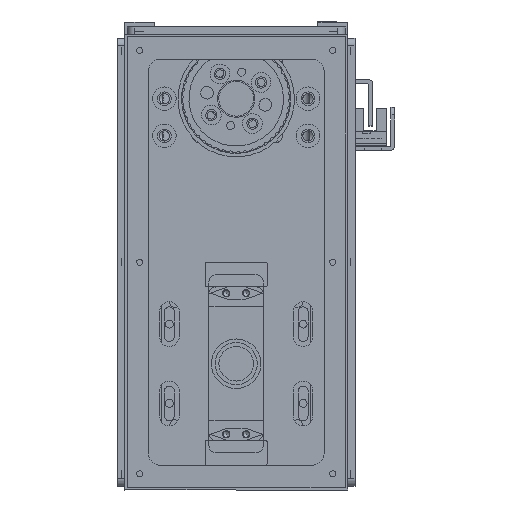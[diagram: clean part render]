
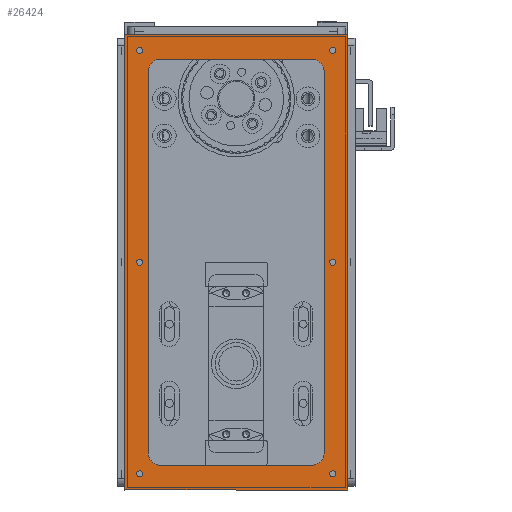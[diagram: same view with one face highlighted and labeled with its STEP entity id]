
A CAD part, left-side view. The second image highlights one B-rep face of the part: STEP entity #26424.
In plain terms, the highlighted face is planar.
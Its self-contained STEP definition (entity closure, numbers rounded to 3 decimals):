
#975=FACE_BOUND('',#5308,.T.);
#976=FACE_BOUND('',#5309,.T.);
#977=FACE_BOUND('',#5310,.T.);
#978=FACE_BOUND('',#5311,.T.);
#979=FACE_BOUND('',#5312,.T.);
#980=FACE_BOUND('',#5313,.T.);
#981=FACE_BOUND('',#5314,.T.);
#1567=PLANE('',#29334);
#3476=FACE_OUTER_BOUND('',#5307,.T.);
#5307=EDGE_LOOP('',(#23310,#23311,#23312,#23313));
#5308=EDGE_LOOP('',(#23314));
#5309=EDGE_LOOP('',(#23315));
#5310=EDGE_LOOP('',(#23316));
#5311=EDGE_LOOP('',(#23317));
#5312=EDGE_LOOP('',(#23318));
#5313=EDGE_LOOP('',(#23319));
#5314=EDGE_LOOP('',(#23320,#23321,#23322,#23323,#23324,#23325,#23326,#23327));
#7328=LINE('',#44666,#9401);
#7334=LINE('',#44681,#9407);
#7338=LINE('',#44693,#9411);
#7341=LINE('',#44702,#9414);
#7418=LINE('',#44971,#9491);
#7422=LINE('',#44979,#9495);
#7425=LINE('',#44985,#9498);
#7428=LINE('',#44990,#9501);
#9401=VECTOR('',#35893,10.);
#9407=VECTOR('',#35907,10.);
#9411=VECTOR('',#35919,10.);
#9414=VECTOR('',#35930,10.);
#9491=VECTOR('',#36211,10.);
#9495=VECTOR('',#36217,10.);
#9498=VECTOR('',#36222,10.);
#9501=VECTOR('',#36227,10.);
#10895=CIRCLE('',#29213,5.);
#10897=CIRCLE('',#29217,5.);
#10899=CIRCLE('',#29221,5.);
#10901=CIRCLE('',#29225,5.);
#10915=CIRCLE('',#29247,1.23);
#10917=CIRCLE('',#29250,1.23);
#10919=CIRCLE('',#29253,1.23);
#10921=CIRCLE('',#29256,1.23);
#10923=CIRCLE('',#29259,1.23);
#10925=CIRCLE('',#29262,1.23);
#13257=VERTEX_POINT('',#44656);
#13258=VERTEX_POINT('',#44657);
#13261=VERTEX_POINT('',#44665);
#13263=VERTEX_POINT('',#44671);
#13264=VERTEX_POINT('',#44672);
#13267=VERTEX_POINT('',#44683);
#13268=VERTEX_POINT('',#44684);
#13271=VERTEX_POINT('',#44695);
#13285=VERTEX_POINT('',#44740);
#13287=VERTEX_POINT('',#44746);
#13289=VERTEX_POINT('',#44752);
#13291=VERTEX_POINT('',#44758);
#13293=VERTEX_POINT('',#44764);
#13295=VERTEX_POINT('',#44770);
#13361=VERTEX_POINT('',#44969);
#13362=VERTEX_POINT('',#44970);
#13365=VERTEX_POINT('',#44978);
#13367=VERTEX_POINT('',#44984);
#16626=EDGE_CURVE('',#13257,#13258,#10895,.T.);
#16630=EDGE_CURVE('',#13261,#13258,#7328,.T.);
#16633=EDGE_CURVE('',#13263,#13264,#10897,.T.);
#16638=EDGE_CURVE('',#13257,#13264,#7334,.T.);
#16639=EDGE_CURVE('',#13267,#13268,#10899,.T.);
#16644=EDGE_CURVE('',#13263,#13268,#7338,.T.);
#16645=EDGE_CURVE('',#13261,#13271,#10901,.T.);
#16649=EDGE_CURVE('',#13267,#13271,#7341,.T.);
#16668=EDGE_CURVE('',#13285,#13285,#10915,.T.);
#16671=EDGE_CURVE('',#13287,#13287,#10917,.T.);
#16674=EDGE_CURVE('',#13289,#13289,#10919,.T.);
#16677=EDGE_CURVE('',#13291,#13291,#10921,.T.);
#16680=EDGE_CURVE('',#13293,#13293,#10923,.T.);
#16683=EDGE_CURVE('',#13295,#13295,#10925,.T.);
#16782=EDGE_CURVE('',#13361,#13362,#7418,.T.);
#16786=EDGE_CURVE('',#13365,#13361,#7422,.T.);
#16789=EDGE_CURVE('',#13367,#13365,#7425,.T.);
#16792=EDGE_CURVE('',#13362,#13367,#7428,.T.);
#23310=ORIENTED_EDGE('',*,*,#16792,.F.);
#23311=ORIENTED_EDGE('',*,*,#16782,.F.);
#23312=ORIENTED_EDGE('',*,*,#16786,.F.);
#23313=ORIENTED_EDGE('',*,*,#16789,.F.);
#23314=ORIENTED_EDGE('',*,*,#16668,.T.);
#23315=ORIENTED_EDGE('',*,*,#16671,.T.);
#23316=ORIENTED_EDGE('',*,*,#16674,.T.);
#23317=ORIENTED_EDGE('',*,*,#16677,.T.);
#23318=ORIENTED_EDGE('',*,*,#16680,.T.);
#23319=ORIENTED_EDGE('',*,*,#16683,.T.);
#23320=ORIENTED_EDGE('',*,*,#16630,.T.);
#23321=ORIENTED_EDGE('',*,*,#16626,.F.);
#23322=ORIENTED_EDGE('',*,*,#16638,.T.);
#23323=ORIENTED_EDGE('',*,*,#16633,.F.);
#23324=ORIENTED_EDGE('',*,*,#16644,.T.);
#23325=ORIENTED_EDGE('',*,*,#16639,.F.);
#23326=ORIENTED_EDGE('',*,*,#16649,.T.);
#23327=ORIENTED_EDGE('',*,*,#16645,.F.);
#26424=ADVANCED_FACE('',(#3476,#975,#976,#977,#978,#979,#980,#981),#1567,
 .T.);
#29213=AXIS2_PLACEMENT_3D('',#44658,#35885,#35886);
#29217=AXIS2_PLACEMENT_3D('',#44673,#35898,#35899);
#29221=AXIS2_PLACEMENT_3D('',#44685,#35910,#35911);
#29225=AXIS2_PLACEMENT_3D('',#44696,#35922,#35923);
#29247=AXIS2_PLACEMENT_3D('',#44741,#35975,#35976);
#29250=AXIS2_PLACEMENT_3D('',#44747,#35982,#35983);
#29253=AXIS2_PLACEMENT_3D('',#44753,#35989,#35990);
#29256=AXIS2_PLACEMENT_3D('',#44759,#35996,#35997);
#29259=AXIS2_PLACEMENT_3D('',#44765,#36003,#36004);
#29262=AXIS2_PLACEMENT_3D('',#44771,#36010,#36011);
#29334=AXIS2_PLACEMENT_3D('',#44993,#36231,#36232);
#35885=DIRECTION('center_axis',(0.,0.,1.));
#35886=DIRECTION('ref_axis',(0.707,0.707,0.));
#35893=DIRECTION('',(1.,0.,0.));
#35898=DIRECTION('center_axis',(0.,0.,1.));
#35899=DIRECTION('ref_axis',(0.707,-0.707,0.));
#35907=DIRECTION('',(0.,-1.,0.));
#35910=DIRECTION('center_axis',(0.,0.,1.));
#35911=DIRECTION('ref_axis',(-0.707,-0.707,0.));
#35919=DIRECTION('',(-1.,0.,0.));
#35922=DIRECTION('center_axis',(0.,0.,1.));
#35923=DIRECTION('ref_axis',(-0.707,0.707,0.));
#35930=DIRECTION('',(0.,1.,0.));
#35975=DIRECTION('center_axis',(0.,0.,-1.));
#35976=DIRECTION('ref_axis',(1.,0.,0.));
#35982=DIRECTION('center_axis',(0.,0.,-1.));
#35983=DIRECTION('ref_axis',(1.,0.,0.));
#35989=DIRECTION('center_axis',(0.,0.,-1.));
#35990=DIRECTION('ref_axis',(1.,0.,0.));
#35996=DIRECTION('center_axis',(0.,0.,-1.));
#35997=DIRECTION('ref_axis',(1.,0.,0.));
#36003=DIRECTION('center_axis',(0.,0.,-1.));
#36004=DIRECTION('ref_axis',(1.,0.,0.));
#36010=DIRECTION('center_axis',(0.,0.,-1.));
#36011=DIRECTION('ref_axis',(1.,0.,0.));
#36211=DIRECTION('',(0.,1.,0.));
#36217=DIRECTION('',(-1.,0.,0.));
#36222=DIRECTION('',(0.,-1.,0.));
#36227=DIRECTION('',(1.,0.,0.));
#36231=DIRECTION('center_axis',(0.,0.,1.));
#36232=DIRECTION('ref_axis',(1.,0.,0.));
#44656=CARTESIAN_POINT('',(82.,30.5,0.));
#44657=CARTESIAN_POINT('',(77.,35.5,0.));
#44658=CARTESIAN_POINT('Origin',(77.,30.5,0.));
#44665=CARTESIAN_POINT('',(-77.,35.5,0.));
#44666=CARTESIAN_POINT('',(-41.,35.5,0.));
#44671=CARTESIAN_POINT('',(77.,-35.5,0.));
#44672=CARTESIAN_POINT('',(82.,-30.5,0.));
#44673=CARTESIAN_POINT('Origin',(77.,-30.5,0.));
#44681=CARTESIAN_POINT('',(82.,17.75,0.));
#44683=CARTESIAN_POINT('',(-82.,-30.5,0.));
#44684=CARTESIAN_POINT('',(-77.,-35.5,0.));
#44685=CARTESIAN_POINT('Origin',(-77.,-30.5,0.));
#44693=CARTESIAN_POINT('',(41.,-35.5,0.));
#44695=CARTESIAN_POINT('',(-82.,30.5,0.));
#44696=CARTESIAN_POINT('Origin',(-77.,30.5,0.));
#44702=CARTESIAN_POINT('',(-82.,-17.75,0.));
#44740=CARTESIAN_POINT('',(84.271,39.,0.));
#44741=CARTESIAN_POINT('Origin',(85.5,39.,0.));
#44746=CARTESIAN_POINT('',(-1.23,-39.,0.));
#44747=CARTESIAN_POINT('Origin',(0.,-39.,0.));
#44752=CARTESIAN_POINT('',(-86.73,39.,0.));
#44753=CARTESIAN_POINT('Origin',(-85.5,39.,0.));
#44758=CARTESIAN_POINT('',(-86.73,-39.,0.));
#44759=CARTESIAN_POINT('Origin',(-85.5,-39.,0.));
#44764=CARTESIAN_POINT('',(84.271,-39.,0.));
#44765=CARTESIAN_POINT('Origin',(85.5,-39.,0.));
#44770=CARTESIAN_POINT('',(-1.23,39.,0.));
#44771=CARTESIAN_POINT('Origin',(0.,39.,0.));
#44969=CARTESIAN_POINT('',(-92.,-45.,0.));
#44970=CARTESIAN_POINT('',(-92.,45.,0.));
#44971=CARTESIAN_POINT('',(-92.,-45.,0.));
#44978=CARTESIAN_POINT('',(92.,-45.,0.));
#44979=CARTESIAN_POINT('',(92.,-45.,0.));
#44984=CARTESIAN_POINT('',(92.,45.,0.));
#44985=CARTESIAN_POINT('',(92.,45.,0.));
#44990=CARTESIAN_POINT('',(-92.,45.,0.));
#44993=CARTESIAN_POINT('Origin',(0.,0.,
0.));
